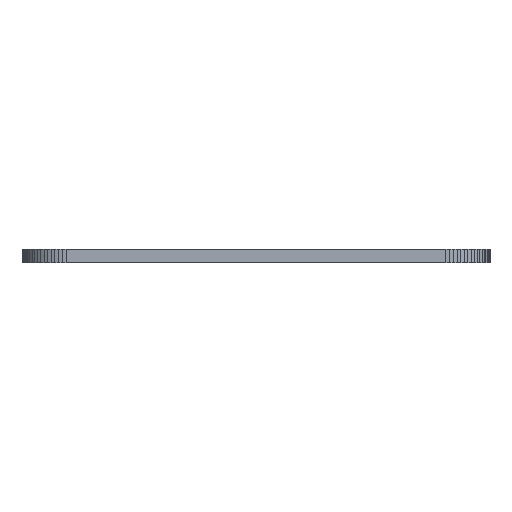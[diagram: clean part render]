
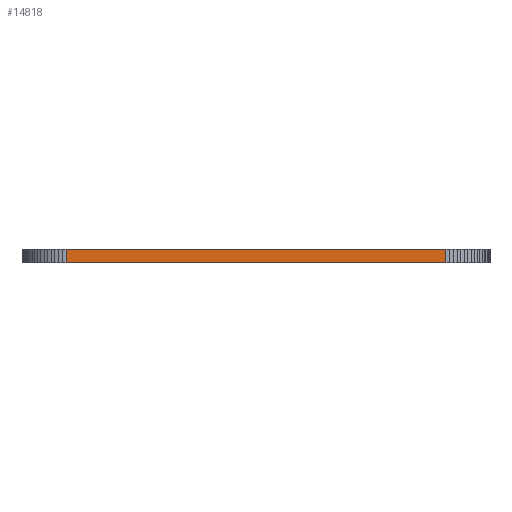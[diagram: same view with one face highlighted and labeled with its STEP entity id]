
A CAD part, left-side view. The second image highlights one B-rep face of the part: STEP entity #14818.
In plain terms, the highlighted planar face has unit normal (-1, 0, 0).
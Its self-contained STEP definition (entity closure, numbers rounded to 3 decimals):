
#90 = PLANE('',#91);
#91 = AXIS2_PLACEMENT_3D('',#92,#93,#94);
#92 = CARTESIAN_POINT('',(138.,-104.5,1.58));
#93 = DIRECTION('',(-0.,-0.,-1.));
#94 = DIRECTION('',(-1.,0.,0.));
#144 = PLANE('',#145);
#145 = AXIS2_PLACEMENT_3D('',#146,#147,#148);
#146 = CARTESIAN_POINT('',(138.,-104.5,0.));
#147 = DIRECTION('',(-0.,-0.,-1.));
#148 = DIRECTION('',(-1.,0.,0.));
#1765 = VERTEX_POINT('',#1766);
#1766 = CARTESIAN_POINT('',(56.,-126.,0.));
#1780 = PLANE('',#1781);
#1781 = AXIS2_PLACEMENT_3D('',#1782,#1783,#1784);
#1782 = CARTESIAN_POINT('',(56.019,-126.436,0.));
#1783 = DIRECTION('',(-0.999,-0.044,0.));
#1784 = DIRECTION('',(-0.044,0.999,0.));
#1792 = EDGE_CURVE('',#1765,#1793,#1795,.T.);
#1793 = VERTEX_POINT('',#1794);
#1794 = CARTESIAN_POINT('',(56.,-83.,0.));
#1795 = SURFACE_CURVE('',#1796,(#1800,#1807),.PCURVE_S1.);
#1796 = LINE('',#1797,#1798);
#1797 = CARTESIAN_POINT('',(56.,-126.,0.));
#1798 = VECTOR('',#1799,1.);
#1799 = DIRECTION('',(0.,1.,0.));
#1800 = PCURVE('',#144,#1801);
#1801 = DEFINITIONAL_REPRESENTATION('',(#1802),#1806);
#1802 = LINE('',#1803,#1804);
#1803 = CARTESIAN_POINT('',(82.,-21.5));
#1804 = VECTOR('',#1805,1.);
#1805 = DIRECTION('',(0.,1.));
#1806 = ( GEOMETRIC_REPRESENTATION_CONTEXT(2) 
PARAMETRIC_REPRESENTATION_CONTEXT() REPRESENTATION_CONTEXT('2D SPACE',''
  ) );
#1807 = PCURVE('',#1808,#1813);
#1808 = PLANE('',#1809);
#1809 = AXIS2_PLACEMENT_3D('',#1810,#1811,#1812);
#1810 = CARTESIAN_POINT('',(56.,-126.,0.));
#1811 = DIRECTION('',(-1.,0.,0.));
#1812 = DIRECTION('',(0.,1.,0.));
#1813 = DEFINITIONAL_REPRESENTATION('',(#1814),#1818);
#1814 = LINE('',#1815,#1816);
#1815 = CARTESIAN_POINT('',(0.,0.));
#1816 = VECTOR('',#1817,1.);
#1817 = DIRECTION('',(1.,0.));
#1818 = ( GEOMETRIC_REPRESENTATION_CONTEXT(2) 
PARAMETRIC_REPRESENTATION_CONTEXT() REPRESENTATION_CONTEXT('2D SPACE',''
  ) );
#1836 = PLANE('',#1837);
#1837 = AXIS2_PLACEMENT_3D('',#1838,#1839,#1840);
#1838 = CARTESIAN_POINT('',(56.,-83.,0.));
#1839 = DIRECTION('',(-0.999,0.044,0.));
#1840 = DIRECTION('',(0.044,0.999,0.));
#8900 = VERTEX_POINT('',#8901);
#8901 = CARTESIAN_POINT('',(56.,-126.,1.58));
#8922 = EDGE_CURVE('',#8900,#8923,#8925,.T.);
#8923 = VERTEX_POINT('',#8924);
#8924 = CARTESIAN_POINT('',(56.,-83.,1.58));
#8925 = SURFACE_CURVE('',#8926,(#8930,#8937),.PCURVE_S1.);
#8926 = LINE('',#8927,#8928);
#8927 = CARTESIAN_POINT('',(56.,-126.,1.58));
#8928 = VECTOR('',#8929,1.);
#8929 = DIRECTION('',(0.,1.,0.));
#8930 = PCURVE('',#90,#8931);
#8931 = DEFINITIONAL_REPRESENTATION('',(#8932),#8936);
#8932 = LINE('',#8933,#8934);
#8933 = CARTESIAN_POINT('',(82.,-21.5));
#8934 = VECTOR('',#8935,1.);
#8935 = DIRECTION('',(0.,1.));
#8936 = ( GEOMETRIC_REPRESENTATION_CONTEXT(2) 
PARAMETRIC_REPRESENTATION_CONTEXT() REPRESENTATION_CONTEXT('2D SPACE',''
  ) );
#8937 = PCURVE('',#1808,#8938);
#8938 = DEFINITIONAL_REPRESENTATION('',(#8939),#8943);
#8939 = LINE('',#8940,#8941);
#8940 = CARTESIAN_POINT('',(0.,-1.58));
#8941 = VECTOR('',#8942,1.);
#8942 = DIRECTION('',(1.,0.));
#8943 = ( GEOMETRIC_REPRESENTATION_CONTEXT(2) 
PARAMETRIC_REPRESENTATION_CONTEXT() REPRESENTATION_CONTEXT('2D SPACE',''
  ) );
#14768 = EDGE_CURVE('',#1793,#8923,#14769,.T.);
#14769 = SURFACE_CURVE('',#14770,(#14774,#14781),.PCURVE_S1.);
#14770 = LINE('',#14771,#14772);
#14771 = CARTESIAN_POINT('',(56.,-83.,0.));
#14772 = VECTOR('',#14773,1.);
#14773 = DIRECTION('',(0.,0.,1.));
#14774 = PCURVE('',#1836,#14775);
#14775 = DEFINITIONAL_REPRESENTATION('',(#14776),#14780);
#14776 = LINE('',#14777,#14778);
#14777 = CARTESIAN_POINT('',(0.,0.));
#14778 = VECTOR('',#14779,1.);
#14779 = DIRECTION('',(0.,-1.));
#14780 = ( GEOMETRIC_REPRESENTATION_CONTEXT(2) 
PARAMETRIC_REPRESENTATION_CONTEXT() REPRESENTATION_CONTEXT('2D SPACE',''
  ) );
#14781 = PCURVE('',#1808,#14782);
#14782 = DEFINITIONAL_REPRESENTATION('',(#14783),#14787);
#14783 = LINE('',#14784,#14785);
#14784 = CARTESIAN_POINT('',(43.,0.));
#14785 = VECTOR('',#14786,1.);
#14786 = DIRECTION('',(0.,-1.));
#14787 = ( GEOMETRIC_REPRESENTATION_CONTEXT(2) 
PARAMETRIC_REPRESENTATION_CONTEXT() REPRESENTATION_CONTEXT('2D SPACE',''
  ) );
#14818 = ADVANCED_FACE('',(#14819),#1808,.T.);
#14819 = FACE_BOUND('',#14820,.T.);
#14820 = EDGE_LOOP('',(#14821,#14842,#14843,#14844));
#14821 = ORIENTED_EDGE('',*,*,#14822,.T.);
#14822 = EDGE_CURVE('',#1765,#8900,#14823,.T.);
#14823 = SURFACE_CURVE('',#14824,(#14828,#14835),.PCURVE_S1.);
#14824 = LINE('',#14825,#14826);
#14825 = CARTESIAN_POINT('',(56.,-126.,0.));
#14826 = VECTOR('',#14827,1.);
#14827 = DIRECTION('',(0.,0.,1.));
#14828 = PCURVE('',#1808,#14829);
#14829 = DEFINITIONAL_REPRESENTATION('',(#14830),#14834);
#14830 = LINE('',#14831,#14832);
#14831 = CARTESIAN_POINT('',(0.,0.));
#14832 = VECTOR('',#14833,1.);
#14833 = DIRECTION('',(0.,-1.));
#14834 = ( GEOMETRIC_REPRESENTATION_CONTEXT(2) 
PARAMETRIC_REPRESENTATION_CONTEXT() REPRESENTATION_CONTEXT('2D SPACE',''
  ) );
#14835 = PCURVE('',#1780,#14836);
#14836 = DEFINITIONAL_REPRESENTATION('',(#14837),#14841);
#14837 = LINE('',#14838,#14839);
#14838 = CARTESIAN_POINT('',(0.436,0.));
#14839 = VECTOR('',#14840,1.);
#14840 = DIRECTION('',(0.,-1.));
#14841 = ( GEOMETRIC_REPRESENTATION_CONTEXT(2) 
PARAMETRIC_REPRESENTATION_CONTEXT() REPRESENTATION_CONTEXT('2D SPACE',''
  ) );
#14842 = ORIENTED_EDGE('',*,*,#8922,.T.);
#14843 = ORIENTED_EDGE('',*,*,#14768,.F.);
#14844 = ORIENTED_EDGE('',*,*,#1792,.F.);
